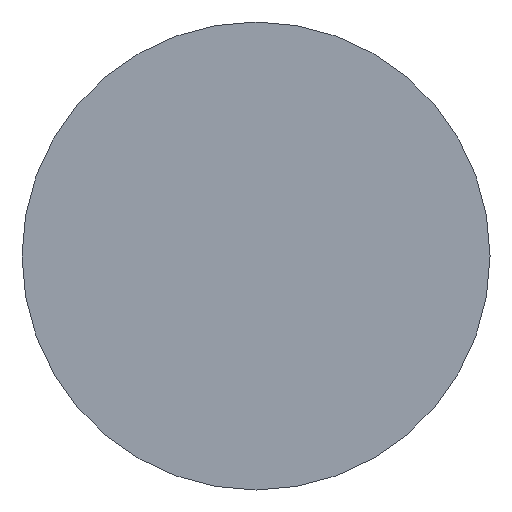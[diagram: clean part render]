
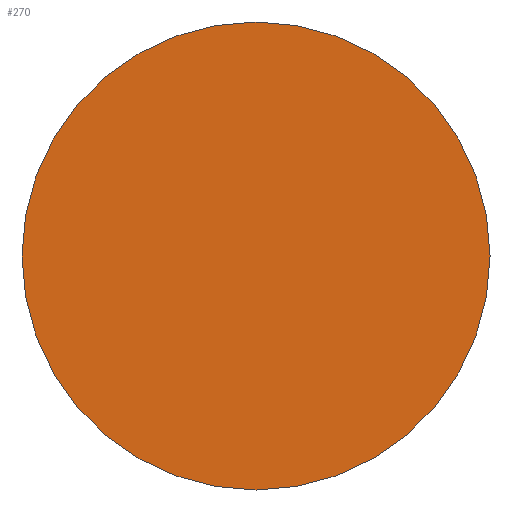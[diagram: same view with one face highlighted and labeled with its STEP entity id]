
A CAD part, front view. The second image highlights one B-rep face of the part: STEP entity #270.
In plain terms, the highlighted planar face has unit normal (0, -1, 0).
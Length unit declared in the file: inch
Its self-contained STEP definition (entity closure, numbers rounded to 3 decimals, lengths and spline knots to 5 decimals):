
#18 = VERTEX_POINT ( 'NONE', #48 ) ;
#32 = EDGE_CURVE ( 'NONE', #18, #428, #416, .T. ) ;
#33 = AXIS2_PLACEMENT_3D ( 'NONE', #233, #280, #204 ) ;
#46 = CARTESIAN_POINT ( 'NONE',  ( 0., 0., 0. ) ) ;
#48 = CARTESIAN_POINT ( 'NONE',  ( 0., 0., -0.09375 ) ) ;
#49 = ORIENTED_EDGE ( 'NONE', *, *, #366, .T. ) ;
#103 = PLANE ( 'NONE',  #400 ) ;
#142 = EDGE_LOOP ( 'NONE', ( #318, #49 ) ) ;
#189 = DIRECTION ( 'NONE',  ( 0., 0., -1. ) ) ;
#192 = CARTESIAN_POINT ( 'NONE',  ( 0., 0., 0. ) ) ;
#202 = CARTESIAN_POINT ( 'NONE',  ( 0., 0., 0.09375 ) ) ;
#204 = DIRECTION ( 'NONE',  ( 0., 0., -1. ) ) ;
#229 = DIRECTION ( 'NONE',  ( 0., -1., 0. ) ) ;
#233 = CARTESIAN_POINT ( 'NONE',  ( 0., 0., 0. ) ) ;
#250 = FACE_OUTER_BOUND ( 'NONE', #142, .T. ) ;
#270 = ADVANCED_FACE ( 'NONE', ( #250 ), #103, .T. ) ;
#280 = DIRECTION ( 'NONE',  ( 0., -1., 0. ) ) ;
#295 = DIRECTION ( 'NONE',  ( 0., -1., 0. ) ) ;
#318 = ORIENTED_EDGE ( 'NONE', *, *, #32, .T. ) ;
#321 = CIRCLE ( 'NONE', #33, 0.09375 ) ;
#324 = AXIS2_PLACEMENT_3D ( 'NONE', #46, #295, #189 ) ;
#366 = EDGE_CURVE ( 'NONE', #428, #18, #321, .T. ) ;
#400 = AXIS2_PLACEMENT_3D ( 'NONE', #192, #229, #406 ) ;
#406 = DIRECTION ( 'NONE',  ( 0., 0., -1. ) ) ;
#416 = CIRCLE ( 'NONE', #324, 0.09375 ) ;
#428 = VERTEX_POINT ( 'NONE', #202 ) ;
